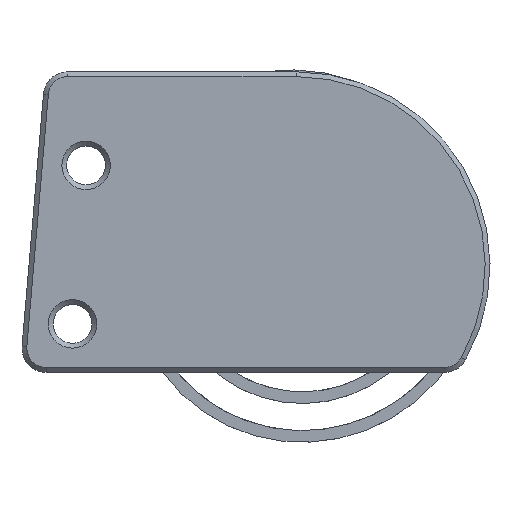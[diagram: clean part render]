
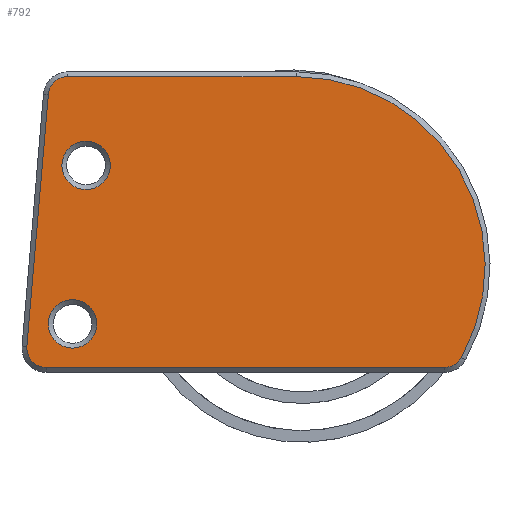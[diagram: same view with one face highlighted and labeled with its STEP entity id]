
A CAD part, top view. The second image highlights one B-rep face of the part: STEP entity #792.
In plain terms, the highlighted planar face has unit normal (0, 0, 1).
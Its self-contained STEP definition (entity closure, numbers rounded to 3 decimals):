
#56=FACE_BOUND('',#134,.T.);
#57=FACE_BOUND('',#135,.T.);
#66=PLANE('',#870);
#84=FACE_OUTER_BOUND('',#133,.T.);
#133=EDGE_LOOP('',(#550,#551,#552,#553,#554,#555,#556));
#134=EDGE_LOOP('',(#557));
#135=EDGE_LOOP('',(#558));
#192=LINE('',#1250,#247);
#193=LINE('',#1254,#248);
#194=LINE('',#1257,#249);
#247=VECTOR('',#987,10.);
#248=VECTOR('',#990,10.);
#249=VECTOR('',#993,10.);
#301=CIRCLE('',#868,2.5);
#303=CIRCLE('',#871,2.);
#304=CIRCLE('',#872,19.5);
#305=CIRCLE('',#873,2.);
#306=CIRCLE('',#874,2.);
#307=CIRCLE('',#875,2.5);
#355=VERTEX_POINT('',#1238);
#357=VERTEX_POINT('',#1244);
#358=VERTEX_POINT('',#1245);
#359=VERTEX_POINT('',#1247);
#360=VERTEX_POINT('',#1249);
#361=VERTEX_POINT('',#1251);
#362=VERTEX_POINT('',#1253);
#363=VERTEX_POINT('',#1255);
#364=VERTEX_POINT('',#1258);
#429=EDGE_CURVE('',#355,#355,#301,.T.);
#432=EDGE_CURVE('',#357,#358,#303,.T.);
#433=EDGE_CURVE('',#359,#357,#304,.T.);
#434=EDGE_CURVE('',#360,#359,#192,.T.);
#435=EDGE_CURVE('',#361,#360,#305,.T.);
#436=EDGE_CURVE('',#362,#361,#193,.T.);
#437=EDGE_CURVE('',#363,#362,#306,.T.);
#438=EDGE_CURVE('',#358,#363,#194,.T.);
#439=EDGE_CURVE('',#364,#364,#307,.T.);
#550=ORIENTED_EDGE('',*,*,#432,.F.);
#551=ORIENTED_EDGE('',*,*,#433,.F.);
#552=ORIENTED_EDGE('',*,*,#434,.F.);
#553=ORIENTED_EDGE('',*,*,#435,.F.);
#554=ORIENTED_EDGE('',*,*,#436,.F.);
#555=ORIENTED_EDGE('',*,*,#437,.F.);
#556=ORIENTED_EDGE('',*,*,#438,.F.);
#557=ORIENTED_EDGE('',*,*,#439,.F.);
#558=ORIENTED_EDGE('',*,*,#429,.F.);
#792=ADVANCED_FACE('',(#84,#56,#57),#66,.T.);
#868=AXIS2_PLACEMENT_3D('',#1239,#976,#977);
#870=AXIS2_PLACEMENT_3D('',#1243,#981,#982);
#871=AXIS2_PLACEMENT_3D('',#1246,#983,#984);
#872=AXIS2_PLACEMENT_3D('',#1248,#985,#986);
#873=AXIS2_PLACEMENT_3D('',#1252,#988,#989);
#874=AXIS2_PLACEMENT_3D('',#1256,#991,#992);
#875=AXIS2_PLACEMENT_3D('',#1259,#994,#995);
#976=DIRECTION('center_axis',(0.,0.,1.));
#977=DIRECTION('ref_axis',(1.,0.,0.));
#981=DIRECTION('center_axis',(0.,0.,1.));
#982=DIRECTION('ref_axis',(1.,0.,0.));
#983=DIRECTION('center_axis',(0.,0.,-1.));
#984=DIRECTION('ref_axis',(0.507,-0.862,0.));
#985=DIRECTION('center_axis',(0.,0.,-1.));
#986=DIRECTION('ref_axis',(1.,0.,0.));
#987=DIRECTION('',(1.,0.,0.));
#988=DIRECTION('center_axis',(0.,0.,-1.));
#989=DIRECTION('ref_axis',(-0.676,0.737,0.));
#990=DIRECTION('',(0.085,0.996,0.));
#991=DIRECTION('center_axis',(0.,0.,-1.));
#992=DIRECTION('ref_axis',(-0.996,0.085,0.));
#993=DIRECTION('',(-1.,0.,0.));
#994=DIRECTION('center_axis',(0.,0.,1.));
#995=DIRECTION('ref_axis',(1.,0.,0.));
#1238=CARTESIAN_POINT('',(-25.595,-5.717,2.5));
#1239=CARTESIAN_POINT('Origin',(-23.095,-5.717,2.5));
#1243=CARTESIAN_POINT('Origin',(-4.282,4.783,2.5));
#1244=CARTESIAN_POINT('',(17.006,-9.188,2.5));
#1245=CARTESIAN_POINT('',(15.257,-10.217,2.5));
#1246=CARTESIAN_POINT('Origin',(15.257,-8.217,2.5));
#1247=CARTESIAN_POINT('',(-0.04,19.783,2.5));
#1248=CARTESIAN_POINT('Origin',(-0.04,0.283,2.5));
#1249=CARTESIAN_POINT('',(-23.598,19.783,2.5));
#1250=CARTESIAN_POINT('',(-2.161,19.783,2.5));
#1251=CARTESIAN_POINT('',(-25.591,17.954,2.5));
#1252=CARTESIAN_POINT('Origin',(-23.598,17.783,2.5));
#1253=CARTESIAN_POINT('',(-27.81,-8.046,2.5));
#1254=CARTESIAN_POINT('',(-25.974,13.463,2.5));
#1255=CARTESIAN_POINT('',(-25.817,-10.217,2.5));
#1256=CARTESIAN_POINT('Origin',(-25.817,-8.217,2.5));
#1257=CARTESIAN_POINT('',(-15.322,-10.217,2.5));
#1258=CARTESIAN_POINT('',(-24.199,10.635,2.5));
#1259=CARTESIAN_POINT('Origin',(-21.699,10.635,2.5));
